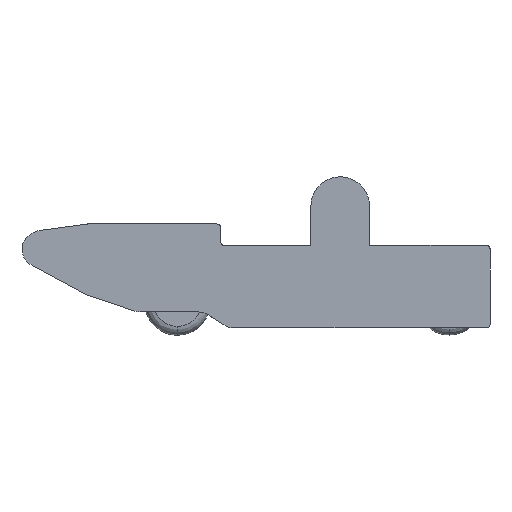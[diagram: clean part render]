
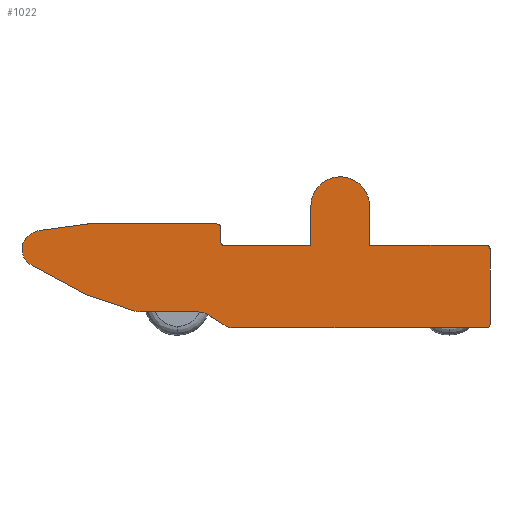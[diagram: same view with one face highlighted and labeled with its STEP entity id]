
A CAD part, front view. The second image highlights one B-rep face of the part: STEP entity #1022.
In plain terms, the highlighted planar face has unit normal (0, -1, 0).
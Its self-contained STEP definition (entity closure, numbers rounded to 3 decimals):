
#57=CARTESIAN_POINT('Line Origine',(751.321,0.,692.673)) ;
#61=CARTESIAN_POINT('Vertex',(751.321,0.,500.)) ;
#63=CARTESIAN_POINT('Vertex',(751.321,0.,720.346)) ;
#132=CARTESIAN_POINT('Vertex',(1081.321,0.,720.346)) ;
#135=CARTESIAN_POINT('Line Origine',(1081.321,0.,692.673)) ;
#139=CARTESIAN_POINT('Vertex',(1081.321,0.,500.)) ;
#208=CARTESIAN_POINT('Axis2P3D Location',(916.321,0.,720.346)) ;
#225=CARTESIAN_POINT('Line Origine',(-794.239,0.,576.76)) ;
#229=CARTESIAN_POINT('Vertex',(-777.689,0.,583.281)) ;
#231=CARTESIAN_POINT('Vertex',(-810.79,0.,570.238)) ;
#276=CARTESIAN_POINT('Vertex',(-821.846,0.,389.319)) ;
#279=CARTESIAN_POINT('Axis2P3D Location',(-774.13,0.,477.2)) ;
#309=CARTESIAN_POINT('Vertex',(1759.291,0.,55.)) ;
#312=CARTESIAN_POINT('Axis2P3D Location',(1739.291,0.,55.)) ;
#316=CARTESIAN_POINT('Vertex',(1739.291,0.,35.)) ;
#340=CARTESIAN_POINT('Vertex',(1759.291,0.,480.)) ;
#345=CARTESIAN_POINT('Line Origine',(1759.291,0.,267.5)) ;
#402=CARTESIAN_POINT('Vertex',(1739.291,0.,500.)) ;
#405=CARTESIAN_POINT('Axis2P3D Location',(1739.291,0.,480.)) ;
#422=CARTESIAN_POINT('Line Origine',(507.176,0.,500.)) ;
#426=CARTESIAN_POINT('Vertex',(263.03,0.,500.)) ;
#429=CARTESIAN_POINT('Line Origine',(1410.306,0.,500.)) ;
#481=CARTESIAN_POINT('Vertex',(243.03,0.,520.)) ;
#484=CARTESIAN_POINT('Axis2P3D Location',(263.03,0.,520.)) ;
#501=CARTESIAN_POINT('Line Origine',(243.03,0.,560.)) ;
#505=CARTESIAN_POINT('Vertex',(243.03,0.,600.)) ;
#543=CARTESIAN_POINT('Vertex',(223.03,0.,620.)) ;
#546=CARTESIAN_POINT('Axis2P3D Location',(223.03,0.,600.)) ;
#577=CARTESIAN_POINT('Line Origine',(-643.84,0.,601.251)) ;
#581=CARTESIAN_POINT('Vertex',(-509.992,0.,619.221)) ;
#584=CARTESIAN_POINT('Line Origine',(-507.751,0.,619.521)) ;
#588=CARTESIAN_POINT('Vertex',(-505.511,0.,619.822)) ;
#610=CARTESIAN_POINT('Line Origine',(-139.91,0.,620.)) ;
#614=CARTESIAN_POINT('Vertex',(-502.849,0.,620.)) ;
#646=CARTESIAN_POINT('Axis2P3D Location',(-502.849,0.,600.)) ;
#669=CARTESIAN_POINT('Vertex',(121.074,0.,125.)) ;
#683=CARTESIAN_POINT('Vertex',(176.318,0.,108.355)) ;
#686=CARTESIAN_POINT('Axis2P3D Location',(121.074,0.,25.)) ;
#707=CARTESIAN_POINT('Vertex',(317.13,0.,35.)) ;
#717=CARTESIAN_POINT('Line Origine',(1028.211,0.,35.)) ;
#792=CARTESIAN_POINT('Line Origine',(219.102,0.,80.)) ;
#796=CARTESIAN_POINT('Vertex',(261.887,0.,51.645)) ;
#822=CARTESIAN_POINT('Axis2P3D Location',(317.13,0.,135.)) ;
#846=CARTESIAN_POINT('Line Origine',(-44.357,0.,125.)) ;
#850=CARTESIAN_POINT('Vertex',(-209.789,0.,125.)) ;
#877=CARTESIAN_POINT('Axis2P3D Location',(-209.789,0.,225.)) ;
#881=CARTESIAN_POINT('Vertex',(-241.519,0.,130.168)) ;
#905=CARTESIAN_POINT('Vertex',(-517.689,0.,224.175)) ;
#910=CARTESIAN_POINT('Line Origine',(-669.767,0.,306.747)) ;
#939=CARTESIAN_POINT('Line Origine',(-371.611,0.,173.696)) ;
#943=CARTESIAN_POINT('Vertex',(-501.703,0.,217.224)) ;
#984=CARTESIAN_POINT('Axis2P3D Location',(-510.,0.,0.)) ;
#989=CARTESIAN_POINT('Axis2P3D Location',(-469.973,0.,312.056)) ;
#58=DIRECTION('Vector Direction',(0.,0.,-1.)) ;
#136=DIRECTION('Vector Direction',(0.,0.,-1.)) ;
#209=DIRECTION('Axis2P3D Direction',(0.,1.,0.)) ;
#226=DIRECTION('Vector Direction',(0.93,0.,0.367)) ;
#280=DIRECTION('Axis2P3D Direction',(0.,1.,0.)) ;
#313=DIRECTION('Axis2P3D Direction',(0.,-1.,0.)) ;
#346=DIRECTION('Vector Direction',(0.,0.,1.)) ;
#406=DIRECTION('Axis2P3D Direction',(0.,-1.,0.)) ;
#423=DIRECTION('Vector Direction',(1.,0.,0.)) ;
#430=DIRECTION('Vector Direction',(1.,0.,0.)) ;
#485=DIRECTION('Axis2P3D Direction',(0.,1.,0.)) ;
#502=DIRECTION('Vector Direction',(0.,0.,-1.)) ;
#547=DIRECTION('Axis2P3D Direction',(-0.,1.,0.)) ;
#578=DIRECTION('Vector Direction',(0.991,0.,0.133)) ;
#585=DIRECTION('Vector Direction',(0.991,0.,0.133)) ;
#611=DIRECTION('Vector Direction',(1.,0.,0.)) ;
#647=DIRECTION('Axis2P3D Direction',(0.,1.,0.)) ;
#687=DIRECTION('Axis2P3D Direction',(0.,1.,0.)) ;
#718=DIRECTION('Vector Direction',(1.,0.,0.)) ;
#793=DIRECTION('Vector Direction',(-0.834,0.,0.552)) ;
#823=DIRECTION('Axis2P3D Direction',(0.,1.,0.)) ;
#847=DIRECTION('Vector Direction',(-1.,0.,0.)) ;
#878=DIRECTION('Axis2P3D Direction',(0.,1.,0.)) ;
#911=DIRECTION('Vector Direction',(0.879,0.,-0.477)) ;
#940=DIRECTION('Vector Direction',(-0.948,0.,0.317)) ;
#985=DIRECTION('Axis2P3D Direction',(0.,-1.,0.)) ;
#986=DIRECTION('Axis2P3D XDirection',(1.,0.,0.)) ;
#990=DIRECTION('Axis2P3D Direction',(0.,-1.,0.)) ;
#210=AXIS2_PLACEMENT_3D('Circle Axis2P3D',#208,#209,$) ;
#281=AXIS2_PLACEMENT_3D('Circle Axis2P3D',#279,#280,$) ;
#314=AXIS2_PLACEMENT_3D('Circle Axis2P3D',#312,#313,$) ;
#407=AXIS2_PLACEMENT_3D('Circle Axis2P3D',#405,#406,$) ;
#486=AXIS2_PLACEMENT_3D('Circle Axis2P3D',#484,#485,$) ;
#548=AXIS2_PLACEMENT_3D('Circle Axis2P3D',#546,#547,$) ;
#648=AXIS2_PLACEMENT_3D('Circle Axis2P3D',#646,#647,$) ;
#688=AXIS2_PLACEMENT_3D('Circle Axis2P3D',#686,#687,$) ;
#824=AXIS2_PLACEMENT_3D('Circle Axis2P3D',#822,#823,$) ;
#879=AXIS2_PLACEMENT_3D('Circle Axis2P3D',#877,#878,$) ;
#987=AXIS2_PLACEMENT_3D('Plane Axis2P3D',#984,#985,#986) ;
#991=AXIS2_PLACEMENT_3D('Circle Axis2P3D',#989,#990,$) ;
#995=ORIENTED_EDGE('',*,*,#945,.F.) ;
#996=ORIENTED_EDGE('',*,*,#883,.F.) ;
#997=ORIENTED_EDGE('',*,*,#852,.F.) ;
#998=ORIENTED_EDGE('',*,*,#690,.T.) ;
#999=ORIENTED_EDGE('',*,*,#798,.F.) ;
#1000=ORIENTED_EDGE('',*,*,#826,.F.) ;
#1001=ORIENTED_EDGE('',*,*,#721,.T.) ;
#1002=ORIENTED_EDGE('',*,*,#318,.F.) ;
#1003=ORIENTED_EDGE('',*,*,#349,.T.) ;
#1004=ORIENTED_EDGE('',*,*,#409,.F.) ;
#1005=ORIENTED_EDGE('',*,*,#433,.F.) ;
#1006=ORIENTED_EDGE('',*,*,#141,.F.) ;
#1007=ORIENTED_EDGE('',*,*,#212,.F.) ;
#1008=ORIENTED_EDGE('',*,*,#65,.F.) ;
#1009=ORIENTED_EDGE('',*,*,#428,.F.) ;
#1010=ORIENTED_EDGE('',*,*,#488,.T.) ;
#1011=ORIENTED_EDGE('',*,*,#507,.T.) ;
#1012=ORIENTED_EDGE('',*,*,#550,.F.) ;
#1013=ORIENTED_EDGE('',*,*,#616,.T.) ;
#1014=ORIENTED_EDGE('',*,*,#650,.F.) ;
#1015=ORIENTED_EDGE('',*,*,#590,.T.) ;
#1016=ORIENTED_EDGE('',*,*,#583,.T.) ;
#1017=ORIENTED_EDGE('',*,*,#233,.T.) ;
#1018=ORIENTED_EDGE('',*,*,#283,.F.) ;
#1019=ORIENTED_EDGE('',*,*,#914,.T.) ;
#1020=ORIENTED_EDGE('',*,*,#993,.F.) ;
#59=VECTOR('Line Direction',#58,1.) ;
#137=VECTOR('Line Direction',#136,1.) ;
#227=VECTOR('Line Direction',#226,1.) ;
#347=VECTOR('Line Direction',#346,1.) ;
#424=VECTOR('Line Direction',#423,1.) ;
#431=VECTOR('Line Direction',#430,1.) ;
#503=VECTOR('Line Direction',#502,1.) ;
#579=VECTOR('Line Direction',#578,1.) ;
#586=VECTOR('Line Direction',#585,1.) ;
#612=VECTOR('Line Direction',#611,1.) ;
#719=VECTOR('Line Direction',#718,1.) ;
#794=VECTOR('Line Direction',#793,1.) ;
#848=VECTOR('Line Direction',#847,1.) ;
#912=VECTOR('Line Direction',#911,1.) ;
#941=VECTOR('Line Direction',#940,1.) ;
#1022=ADVANCED_FACE('PartBody',(#1021),#988,.T.) ;
#211=CIRCLE('generated circle',#210,165.) ;
#282=CIRCLE('generated circle',#281,100.) ;
#315=CIRCLE('generated circle',#314,20.) ;
#408=CIRCLE('generated circle',#407,20.) ;
#487=CIRCLE('generated circle',#486,20.) ;
#549=CIRCLE('generated circle',#548,20.) ;
#649=CIRCLE('generated circle',#648,20.) ;
#689=CIRCLE('generated circle',#688,100.) ;
#825=CIRCLE('generated circle',#824,100.) ;
#880=CIRCLE('generated circle',#879,100.) ;
#992=CIRCLE('generated circle',#991,100.) ;
#65=EDGE_CURVE('',#62,#64,#60,.F.) ;
#141=EDGE_CURVE('',#133,#140,#138,.T.) ;
#212=EDGE_CURVE('',#64,#133,#211,.T.) ;
#233=EDGE_CURVE('',#230,#232,#228,.F.) ;
#283=EDGE_CURVE('',#277,#232,#282,.T.) ;
#318=EDGE_CURVE('',#310,#317,#315,.F.) ;
#349=EDGE_CURVE('',#310,#341,#348,.T.) ;
#409=EDGE_CURVE('',#403,#341,#408,.F.) ;
#428=EDGE_CURVE('',#427,#62,#425,.T.) ;
#433=EDGE_CURVE('',#140,#403,#432,.T.) ;
#488=EDGE_CURVE('',#427,#482,#487,.T.) ;
#507=EDGE_CURVE('',#482,#506,#504,.F.) ;
#550=EDGE_CURVE('',#544,#506,#549,.T.) ;
#583=EDGE_CURVE('',#582,#230,#580,.F.) ;
#590=EDGE_CURVE('',#589,#582,#587,.F.) ;
#616=EDGE_CURVE('',#544,#615,#613,.F.) ;
#650=EDGE_CURVE('',#589,#615,#649,.T.) ;
#690=EDGE_CURVE('',#670,#684,#689,.T.) ;
#721=EDGE_CURVE('',#708,#317,#720,.T.) ;
#798=EDGE_CURVE('',#797,#684,#795,.T.) ;
#826=EDGE_CURVE('',#708,#797,#825,.T.) ;
#852=EDGE_CURVE('',#670,#851,#849,.T.) ;
#883=EDGE_CURVE('',#851,#882,#880,.T.) ;
#914=EDGE_CURVE('',#277,#906,#913,.T.) ;
#945=EDGE_CURVE('',#882,#944,#942,.T.) ;
#993=EDGE_CURVE('',#944,#906,#992,.F.) ;
#994=EDGE_LOOP('',(#995,#996,#997,#998,#999,#1000,#1001,#1002,#1003,#1004,#1005,#1006,#1007,#1008,#1009,#1010,#1011,#1012,#1013,#1014,#1015,#1016,#1017,#1018,#1019,#1020)) ;
#1021=FACE_OUTER_BOUND('',#994,.T.) ;
#60=LINE('Line',#57,#59) ;
#138=LINE('Line',#135,#137) ;
#228=LINE('Line',#225,#227) ;
#348=LINE('Line',#345,#347) ;
#425=LINE('Line',#422,#424) ;
#432=LINE('Line',#429,#431) ;
#504=LINE('Line',#501,#503) ;
#580=LINE('Line',#577,#579) ;
#587=LINE('Line',#584,#586) ;
#613=LINE('Line',#610,#612) ;
#720=LINE('Line',#717,#719) ;
#795=LINE('Line',#792,#794) ;
#849=LINE('Line',#846,#848) ;
#913=LINE('Line',#910,#912) ;
#942=LINE('Line',#939,#941) ;
#988=PLANE('',#987) ;
#62=VERTEX_POINT('',#61) ;
#64=VERTEX_POINT('',#63) ;
#133=VERTEX_POINT('',#132) ;
#140=VERTEX_POINT('',#139) ;
#230=VERTEX_POINT('',#229) ;
#232=VERTEX_POINT('',#231) ;
#277=VERTEX_POINT('',#276) ;
#310=VERTEX_POINT('',#309) ;
#317=VERTEX_POINT('',#316) ;
#341=VERTEX_POINT('',#340) ;
#403=VERTEX_POINT('',#402) ;
#427=VERTEX_POINT('',#426) ;
#482=VERTEX_POINT('',#481) ;
#506=VERTEX_POINT('',#505) ;
#544=VERTEX_POINT('',#543) ;
#582=VERTEX_POINT('',#581) ;
#589=VERTEX_POINT('',#588) ;
#615=VERTEX_POINT('',#614) ;
#670=VERTEX_POINT('',#669) ;
#684=VERTEX_POINT('',#683) ;
#708=VERTEX_POINT('',#707) ;
#797=VERTEX_POINT('',#796) ;
#851=VERTEX_POINT('',#850) ;
#882=VERTEX_POINT('',#881) ;
#906=VERTEX_POINT('',#905) ;
#944=VERTEX_POINT('',#943) ;
